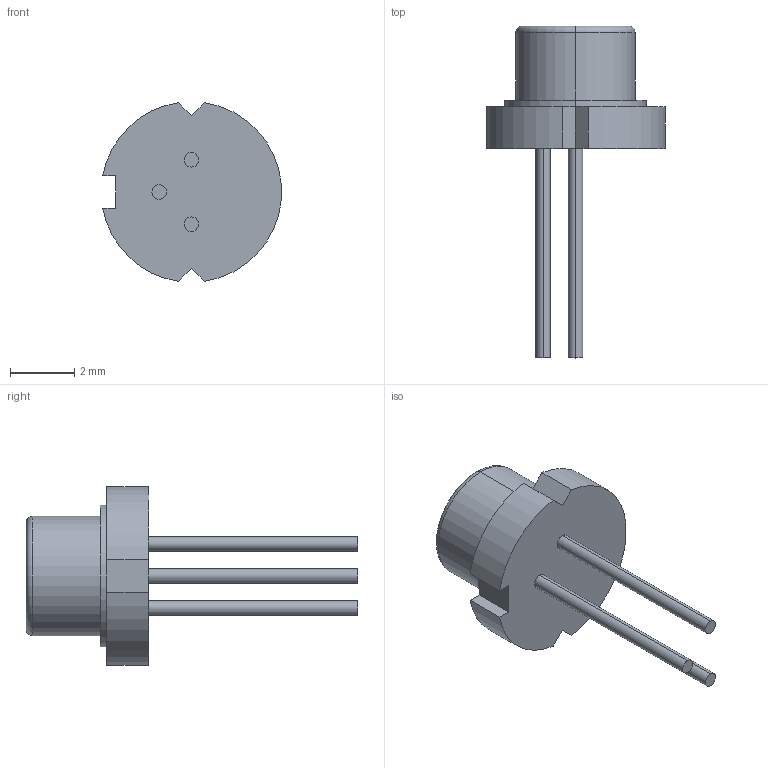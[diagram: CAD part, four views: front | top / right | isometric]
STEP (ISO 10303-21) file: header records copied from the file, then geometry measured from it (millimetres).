
FILE_DESCRIPTION (( 'STEP AP214' ), '1' );
FILE_NAME ('D6505I.STEP', '2019-05-15T09:11:06', ( '' ), ( '' ), 'SwSTEP 2.0', 'SolidWorks 2017', '' );
FILE_SCHEMA (( 'AUTOMOTIVE_DESIGN' ));
Length unit declared in the file: millimetre
Products named in the file (1): D6505I
Bounding box: 5.55 x 10.3 x 5.54 mm (x, y, z)
Volume: 59.8 mm3; surface area: 163.9 mm2
Topology: 2 solids, 2 shells, 33 faces, 70 edges, 46 vertices
Faces by surface type: plane 16, cylinder 15, torus 2
Entity records: 945 total; most frequent: DIRECTION 172, CARTESIAN_POINT 150, ORIENTED_EDGE 140, EDGE_CURVE 70, AXIS2_PLACEMENT_3D 68, VERTEX_POINT 46, EDGE_LOOP 38, LINE 36
